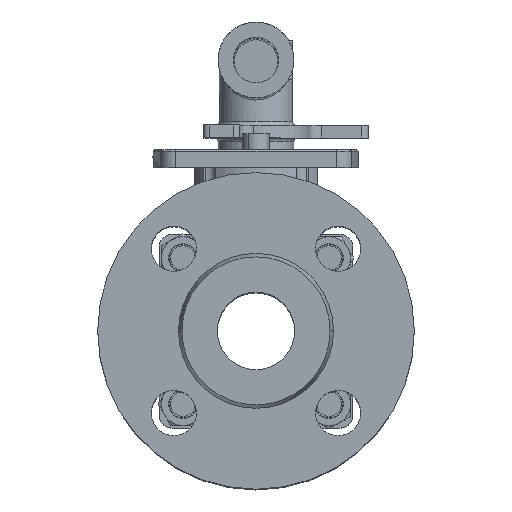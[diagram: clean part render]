
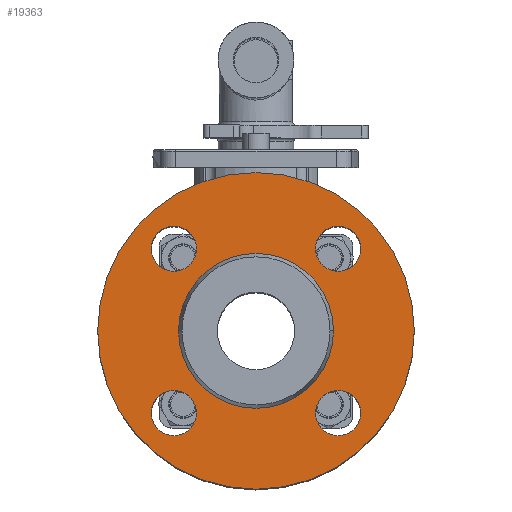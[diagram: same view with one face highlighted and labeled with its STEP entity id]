
A CAD part, top view. The second image highlights one B-rep face of the part: STEP entity #19363.
In plain terms, the highlighted planar face has unit normal (0, 0, 1).
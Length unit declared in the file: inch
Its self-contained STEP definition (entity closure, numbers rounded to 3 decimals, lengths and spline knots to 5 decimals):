
#136 = CIRCLE ( 'NONE', #8946, 0.4375 ) ;
#579 = CARTESIAN_POINT ( 'NONE',  ( 0.16447, -1.19582, 7.89217 ) ) ;
#637 = DIRECTION ( 'NONE',  ( 0., -1., 0. ) ) ;
#671 = CARTESIAN_POINT ( 'NONE',  ( 0.60197, 1.98617, 7.89217 ) ) ;
#676 = ORIENTED_EDGE ( 'NONE', *, *, #8191, .F. ) ;
#694 = VERTEX_POINT ( 'NONE', #8382 ) ;
#905 = EDGE_CURVE ( 'NONE', #15148, #14934, #22525, .T. ) ;
#917 = AXIS2_PLACEMENT_3D ( 'NONE', #1220, #8631, #23404 ) ;
#971 = ORIENTED_EDGE ( 'NONE', *, *, #5485, .F. ) ;
#1220 = CARTESIAN_POINT ( 'NONE',  ( -0.98902, 0.39517, 7.89217 ) ) ;
#1245 = DIRECTION ( 'NONE',  ( 1., 0., 0. ) ) ;
#1672 = FACE_BOUND ( 'NONE', #23138, .T. ) ;
#1766 = DIRECTION ( 'NONE',  ( 0., 1., 0. ) ) ;
#1824 = DIRECTION ( 'NONE',  ( 0., -1., 0. ) ) ;
#1921 = CARTESIAN_POINT ( 'NONE',  ( -0.98902, 0.39517, 7.89217 ) ) ;
#2587 = CARTESIAN_POINT ( 'NONE',  ( 1.03947, 1.98617, 7.89217 ) ) ;
#2599 = DIRECTION ( 'NONE',  ( 0., 0., 1. ) ) ;
#3258 = FACE_BOUND ( 'NONE', #14762, .T. ) ;
#3373 = DIRECTION ( 'NONE',  ( -1., 0., 0. ) ) ;
#3446 = CARTESIAN_POINT ( 'NONE',  ( 1.03947, -1.19582, 7.89217 ) ) ;
#3906 = VERTEX_POINT ( 'NONE', #10651 ) ;
#3980 = CARTESIAN_POINT ( 'NONE',  ( -3.01751, -1.19582, 7.89217 ) ) ;
#4026 = DIRECTION ( 'NONE',  ( -1., 0., 0. ) ) ;
#4409 = AXIS2_PLACEMENT_3D ( 'NONE', #14577, #12752, #20147 ) ;
#4669 = CIRCLE ( 'NONE', #11172, 1.5 ) ;
#4680 = CARTESIAN_POINT ( 'NONE',  ( -0.98902, 0.39517, 7.89217 ) ) ;
#5299 = CIRCLE ( 'NONE', #22635, 0.4375 ) ;
#5417 = ORIENTED_EDGE ( 'NONE', *, *, #14898, .F. ) ;
#5485 = EDGE_CURVE ( 'NONE', #694, #5532, #10147, .T. ) ;
#5532 = VERTEX_POINT ( 'NONE', #3980 ) ;
#5785 = CIRCLE ( 'NONE', #10749, 3.065 ) ;
#5837 = DIRECTION ( 'NONE',  ( -1., 0., 0. ) ) ;
#5898 = ORIENTED_EDGE ( 'NONE', *, *, #8677, .F. ) ;
#6004 = EDGE_CURVE ( 'NONE', #10715, #12487, #136, .T. ) ;
#6628 = DIRECTION ( 'NONE',  ( 0., 0., 1. ) ) ;
#6933 = FACE_BOUND ( 'NONE', #22851, .T. ) ;
#6958 = EDGE_CURVE ( 'NONE', #14934, #15148, #4669, .T. ) ;
#6986 = AXIS2_PLACEMENT_3D ( 'NONE', #11183, #20511, #18359 ) ;
#8191 = EDGE_CURVE ( 'NONE', #22430, #3906, #10114, .T. ) ;
#8382 = CARTESIAN_POINT ( 'NONE',  ( -2.14251, -1.19582, 7.89217 ) ) ;
#8631 = DIRECTION ( 'NONE',  ( 0., 0., -1. ) ) ;
#8677 = EDGE_CURVE ( 'NONE', #3906, #22430, #5785, .T. ) ;
#8946 = AXIS2_PLACEMENT_3D ( 'NONE', #20208, #10874, #1766 ) ;
#9289 = CARTESIAN_POINT ( 'NONE',  ( -0.98902, 0.39517, 7.89217 ) ) ;
#9439 = ORIENTED_EDGE ( 'NONE', *, *, #18193, .F. ) ;
#10114 = CIRCLE ( 'NONE', #917, 3.065 ) ;
#10147 = CIRCLE ( 'NONE', #4409, 0.4375 ) ;
#10651 = CARTESIAN_POINT ( 'NONE',  ( -4.05402, 0.39517, 7.89217 ) ) ;
#10715 = VERTEX_POINT ( 'NONE', #13277 ) ;
#10716 = EDGE_CURVE ( 'NONE', #5532, #694, #16857, .T. ) ;
#10749 = AXIS2_PLACEMENT_3D ( 'NONE', #1921, #12600, #3373 ) ;
#10793 = PLANE ( 'NONE',  #19356 ) ;
#10874 = DIRECTION ( 'NONE',  ( 0., 0., 1. ) ) ;
#11172 = AXIS2_PLACEMENT_3D ( 'NONE', #9289, #18394, #5837 ) ;
#11183 = CARTESIAN_POINT ( 'NONE',  ( -2.58001, 1.98617, 7.89217 ) ) ;
#11693 = ORIENTED_EDGE ( 'NONE', *, *, #905, .F. ) ;
#11737 = ORIENTED_EDGE ( 'NONE', *, *, #14515, .F. ) ;
#12274 = VERTEX_POINT ( 'NONE', #2587 ) ;
#12487 = VERTEX_POINT ( 'NONE', #15682 ) ;
#12600 = DIRECTION ( 'NONE',  ( 0., 0., -1. ) ) ;
#12752 = DIRECTION ( 'NONE',  ( 0., 0., 1. ) ) ;
#13277 = CARTESIAN_POINT ( 'NONE',  ( -3.01751, 1.98617, 7.89217 ) ) ;
#13304 = DIRECTION ( 'NONE',  ( 0., 0., 1. ) ) ;
#13323 = CARTESIAN_POINT ( 'NONE',  ( -0.98902, 0.39517, 7.89217 ) ) ;
#14024 = EDGE_CURVE ( 'NONE', #19636, #14182, #5299, .T. ) ;
#14110 = CIRCLE ( 'NONE', #20307, 0.4375 ) ;
#14169 = CIRCLE ( 'NONE', #21114, 0.4375 ) ;
#14182 = VERTEX_POINT ( 'NONE', #579 ) ;
#14307 = DIRECTION ( 'NONE',  ( -1., 0., 0. ) ) ;
#14515 = EDGE_CURVE ( 'NONE', #14182, #19636, #14110, .T. ) ;
#14577 = CARTESIAN_POINT ( 'NONE',  ( -2.58001, -1.19582, 7.89217 ) ) ;
#14666 = FACE_BOUND ( 'NONE', #15134, .T. ) ;
#14762 = EDGE_LOOP ( 'NONE', ( #23507, #11737 ) ) ;
#14898 = EDGE_CURVE ( 'NONE', #19312, #12274, #14169, .T. ) ;
#14934 = VERTEX_POINT ( 'NONE', #19250 ) ;
#15134 = EDGE_LOOP ( 'NONE', ( #11693, #23719 ) ) ;
#15148 = VERTEX_POINT ( 'NONE', #20431 ) ;
#15682 = CARTESIAN_POINT ( 'NONE',  ( -2.14251, 1.98617, 7.89217 ) ) ;
#15691 = ORIENTED_EDGE ( 'NONE', *, *, #10716, .F. ) ;
#15800 = CARTESIAN_POINT ( 'NONE',  ( 0.60197, -1.19582, 7.89217 ) ) ;
#16225 = FACE_BOUND ( 'NONE', #20917, .T. ) ;
#16240 = CIRCLE ( 'NONE', #6986, 0.4375 ) ;
#16302 = CARTESIAN_POINT ( 'NONE',  ( 2.07598, 0.39517, 7.89217 ) ) ;
#16849 = DIRECTION ( 'NONE',  ( -1., 0., 0. ) ) ;
#16857 = CIRCLE ( 'NONE', #22634, 0.4375 ) ;
#16876 = ORIENTED_EDGE ( 'NONE', *, *, #23729, .F. ) ;
#17661 = CIRCLE ( 'NONE', #19567, 0.4375 ) ;
#17774 = DIRECTION ( 'NONE',  ( 0., 0., 1. ) ) ;
#18193 = EDGE_CURVE ( 'NONE', #12487, #10715, #16240, .T. ) ;
#18194 = CARTESIAN_POINT ( 'NONE',  ( 0.16447, 1.98617, 7.89217 ) ) ;
#18216 = DIRECTION ( 'NONE',  ( 0., 0., 1. ) ) ;
#18313 = FACE_OUTER_BOUND ( 'NONE', #20490, .T. ) ;
#18341 = CARTESIAN_POINT ( 'NONE',  ( 0.60197, -1.19582, 7.89217 ) ) ;
#18359 = DIRECTION ( 'NONE',  ( 0., 1., 0. ) ) ;
#18394 = DIRECTION ( 'NONE',  ( 0., 0., 1. ) ) ;
#18737 = CARTESIAN_POINT ( 'NONE',  ( -2.58001, -1.19582, 7.89217 ) ) ;
#19250 = CARTESIAN_POINT ( 'NONE',  ( -2.48902, 0.39517, 7.89217 ) ) ;
#19312 = VERTEX_POINT ( 'NONE', #18194 ) ;
#19356 = AXIS2_PLACEMENT_3D ( 'NONE', #13323, #22149, #16849 ) ;
#19363 = ADVANCED_FACE ( 'NONE', ( #3258, #6933, #1672, #16225, #18313, #14666 ), #10793, .F. ) ;
#19567 = AXIS2_PLACEMENT_3D ( 'NONE', #19571, #17774, #1245 ) ;
#19571 = CARTESIAN_POINT ( 'NONE',  ( 0.60197, 1.98617, 7.89217 ) ) ;
#19636 = VERTEX_POINT ( 'NONE', #3446 ) ;
#20147 = DIRECTION ( 'NONE',  ( -1., 0., 0. ) ) ;
#20208 = CARTESIAN_POINT ( 'NONE',  ( -2.58001, 1.98617, 7.89217 ) ) ;
#20307 = AXIS2_PLACEMENT_3D ( 'NONE', #15800, #6628, #637 ) ;
#20431 = CARTESIAN_POINT ( 'NONE',  ( 0.51098, 0.39517, 7.89217 ) ) ;
#20490 = EDGE_LOOP ( 'NONE', ( #676, #5898 ) ) ;
#20511 = DIRECTION ( 'NONE',  ( 0., 0., 1. ) ) ;
#20917 = EDGE_LOOP ( 'NONE', ( #16876, #5417 ) ) ;
#21114 = AXIS2_PLACEMENT_3D ( 'NONE', #671, #13304, #21947 ) ;
#21573 = DIRECTION ( 'NONE',  ( 0., 0., 1. ) ) ;
#21947 = DIRECTION ( 'NONE',  ( 1., 0., 0. ) ) ;
#22149 = DIRECTION ( 'NONE',  ( 0., 0., -1. ) ) ;
#22385 = ORIENTED_EDGE ( 'NONE', *, *, #6004, .F. ) ;
#22430 = VERTEX_POINT ( 'NONE', #16302 ) ;
#22525 = CIRCLE ( 'NONE', #23696, 1.5 ) ;
#22634 = AXIS2_PLACEMENT_3D ( 'NONE', #18737, #2599, #4026 ) ;
#22635 = AXIS2_PLACEMENT_3D ( 'NONE', #18341, #18216, #1824 ) ;
#22851 = EDGE_LOOP ( 'NONE', ( #971, #15691 ) ) ;
#23138 = EDGE_LOOP ( 'NONE', ( #9439, #22385 ) ) ;
#23404 = DIRECTION ( 'NONE',  ( -1., 0., 0. ) ) ;
#23507 = ORIENTED_EDGE ( 'NONE', *, *, #14024, .F. ) ;
#23696 = AXIS2_PLACEMENT_3D ( 'NONE', #4680, #21573, #14307 ) ;
#23719 = ORIENTED_EDGE ( 'NONE', *, *, #6958, .F. ) ;
#23729 = EDGE_CURVE ( 'NONE', #12274, #19312, #17661, .T. ) ;
